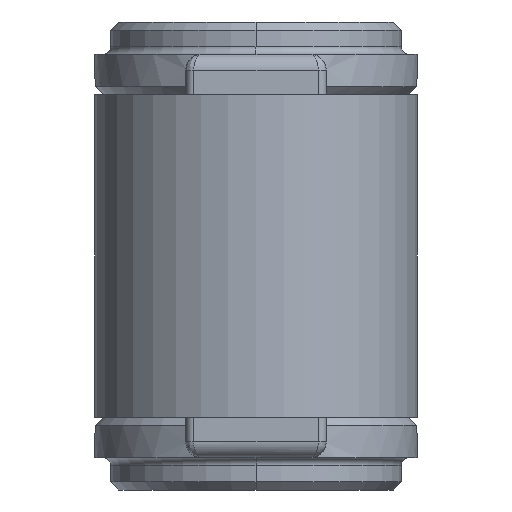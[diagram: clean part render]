
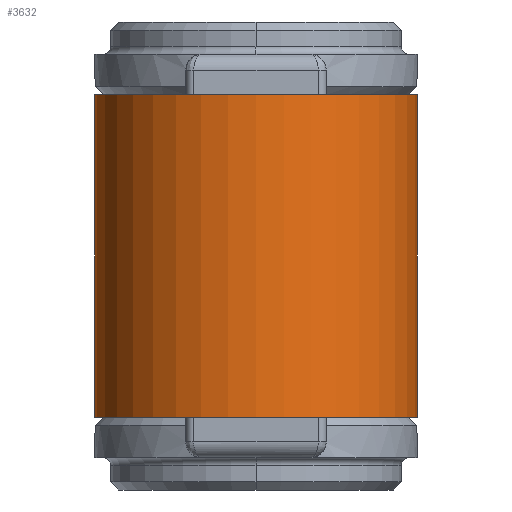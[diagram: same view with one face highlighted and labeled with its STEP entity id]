
A CAD part, left-side view. The second image highlights one B-rep face of the part: STEP entity #3632.
In plain terms, the highlighted cylindrical face has radius 100 mm (diameter 200 mm), a partial arc.
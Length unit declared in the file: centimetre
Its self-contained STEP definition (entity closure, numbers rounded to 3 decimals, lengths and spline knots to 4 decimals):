
#788=DIRECTION('',(0.,0.,1.));
#789=VECTOR('',#788,20.);
#790=CARTESIAN_POINT('',(-41.3906,5.0871,-10.));
#791=LINE('',#790,#789);
#792=CARTESIAN_POINT('',(-50.,0.,10.));
#793=DIRECTION('',(0.,0.,1.));
#794=DIRECTION('',(0.861,0.509,0.));
#795=AXIS2_PLACEMENT_3D('',#792,#793,#794);
#797=DIRECTION('',(0.,0.,-1.));
#798=VECTOR('',#797,20.);
#799=CARTESIAN_POINT('',(-41.3906,-5.0871,10.));
#800=LINE('',#799,#798);
#801=CARTESIAN_POINT('',(-50.,0.,-10.));
#802=DIRECTION('',(0.,0.,-1.));
#803=DIRECTION('',(0.861,-0.509,0.));
#804=AXIS2_PLACEMENT_3D('',#801,#802,#803);
#2149=CARTESIAN_POINT('',(-41.3906,-5.0871,-10.));
#2150=CARTESIAN_POINT('',(-41.3906,5.0871,-10.));
#2151=VERTEX_POINT('',#2149);
#2152=VERTEX_POINT('',#2150);
#2153=CARTESIAN_POINT('',(-41.3906,5.0871,10.));
#2154=CARTESIAN_POINT('',(-41.3906,-5.0871,10.));
#2155=VERTEX_POINT('',#2153);
#2156=VERTEX_POINT('',#2154);
#3618=CARTESIAN_POINT('',(-50.,0.,-11.));
#3619=DIRECTION('',(0.,0.,1.));
#3620=DIRECTION('',(-1.,0.,0.));
#3621=AXIS2_PLACEMENT_3D('',#3618,#3619,#3620);
#3622=CYLINDRICAL_SURFACE('',#3621,10.);
#3623=ORIENTED_EDGE('',*,*,#3609,.T.);
#3625=ORIENTED_EDGE('',*,*,#3624,.T.);
#3627=ORIENTED_EDGE('',*,*,#3626,.T.);
#3629=ORIENTED_EDGE('',*,*,#3628,.T.);
#3630=EDGE_LOOP('',(#3623,#3625,#3627,#3629));
#3631=FACE_OUTER_BOUND('',#3630,.F.);
#3632=ADVANCED_FACE('',(#3631),#3622,.T.);
#796=CIRCLE('',#795,10.);
#805=CIRCLE('',#804,10.);
#3609=EDGE_CURVE('',#2152,#2155,#791,.T.);
#3624=EDGE_CURVE('',#2155,#2156,#796,.T.);
#3626=EDGE_CURVE('',#2156,#2151,#800,.T.);
#3628=EDGE_CURVE('',#2151,#2152,#805,.T.);
